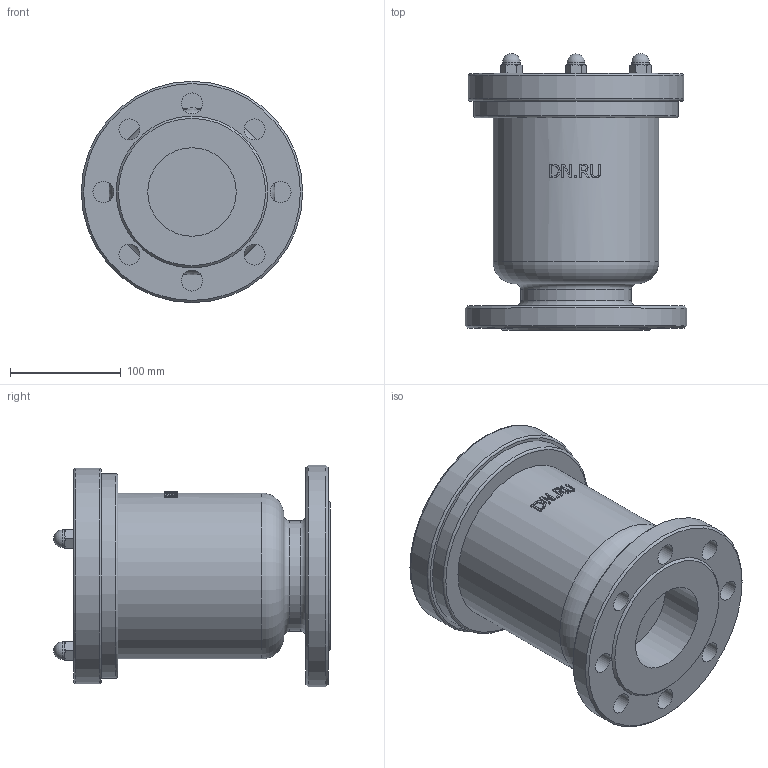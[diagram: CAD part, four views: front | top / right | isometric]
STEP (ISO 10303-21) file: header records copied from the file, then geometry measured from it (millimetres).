
FILE_DESCRIPTION(/* description */ (''),/* implementation_level */ '2;1');
FILE_NAME(/* name */ 'DN80_3D_STEP.stp',/* time_stamp */ '2024-02-13T19:58:23+03:00',/* author */ ('igorr'),/* organization */ (''),/* preprocessor_version */ 'ST-DEVELOPER v19.2',/* originating_system */ 'Autodesk Inventor 2023',/* authorisation */ '');
FILE_SCHEMA (('AUTOMOTIVE_DESIGN { 1 0 10303 214 3 1 1 }'));
Length unit declared in the file: millimetre
Products named in the file (3): Сборка; Деталь1; CNS 4473 - M 10
Assembly tree (4 placements, depth 2):
  Сборка
    Деталь1
    CNS 4473 - M 10  x3
Bounding box: 200 x 250 x 200 mm (x, y, z)
Volume: 4251844 mm3; surface area: 247025.7 mm2
Topology: 4 solids, 5 shells, 181 faces, 428 edges, 272 vertices
Faces by surface type: plane 73, cone 45, cylinder 31, bspline 23, torus 6, sphere 3
Full cylindrical faces by diameter (mm): 5 x3, 8.376 x3, 16 x3, 19 x8, 80 x2, 100 x1, 150 x1, 185 x1, 195 x1, 200 x1
Entity records: 4544 total; most frequent: CARTESIAN_POINT 1392, ORIENTED_EDGE 628, DIRECTION 597, EDGE_CURVE 314, AXIS2_PLACEMENT_3D 238, VERTEX_POINT 206, EDGE_LOOP 164, FACE_OUTER_BOUND 131
